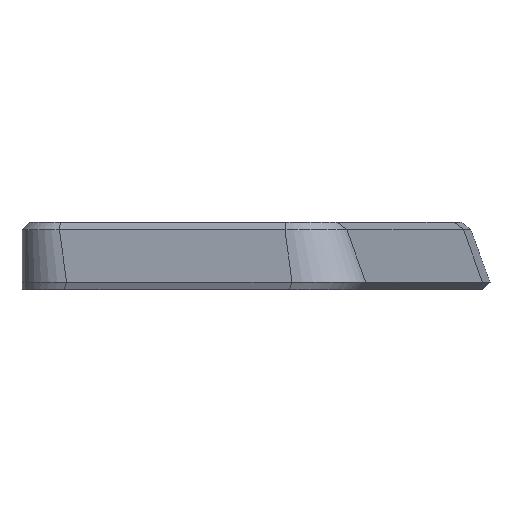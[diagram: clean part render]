
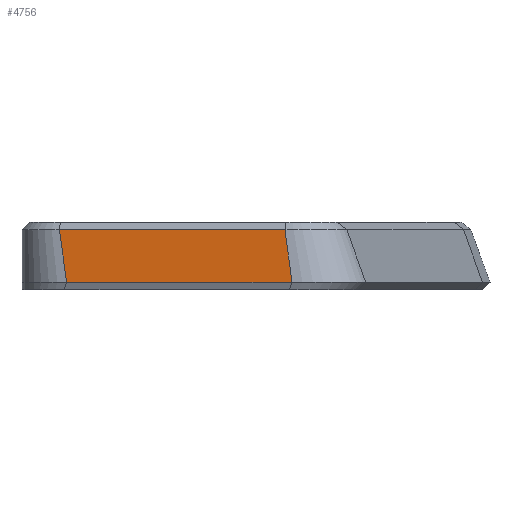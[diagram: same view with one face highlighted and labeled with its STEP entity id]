
A CAD part, left-side view. The second image highlights one B-rep face of the part: STEP entity #4756.
In plain terms, the highlighted free-form (B-spline) face has degree [1, 1] with [2, 2] control points.
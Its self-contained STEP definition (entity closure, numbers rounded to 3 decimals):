
#1173 = VERTEX_POINT('',#1174);
#1174 = CARTESIAN_POINT('',(-130.187,93.687,9.));
#1249 = VERTEX_POINT('',#1250);
#1250 = CARTESIAN_POINT('',(-146.848,31.508,9.));
#1255 = EDGE_CURVE('',#1249,#1173,#1256,.T.);
#1256 = LINE('',#1257,#1258);
#1257 = CARTESIAN_POINT('',(-146.848,31.508,9.));
#1258 = VECTOR('',#1259,1.);
#1259 = DIRECTION('',(0.259,0.966,0.));
#4685 = EDGE_CURVE('',#1173,#4686,#4688,.T.);
#4686 = VERTEX_POINT('',#4687);
#4687 = CARTESIAN_POINT('',(-132.776,91.7,-5.6));
#4688 = B_SPLINE_CURVE_WITH_KNOTS('',1,(#4689,#4690),.UNSPECIFIED.,.F.,
  .F.,(2,2),(0.,1.),.PIECEWISE_BEZIER_KNOTS.);
#4689 = CARTESIAN_POINT('',(-130.187,93.687,9.));
#4690 = CARTESIAN_POINT('',(-132.776,91.7,-5.6));
#4756 = ADVANCED_FACE('',(#4757),#4774,.F.);
#4757 = FACE_BOUND('',#4758,.F.);
#4758 = EDGE_LOOP('',(#4759,#4760,#4767,#4773));
#4759 = ORIENTED_EDGE('',*,*,#1255,.F.);
#4760 = ORIENTED_EDGE('',*,*,#4761,.T.);
#4761 = EDGE_CURVE('',#1249,#4762,#4764,.T.);
#4762 = VERTEX_POINT('',#4763);
#4763 = CARTESIAN_POINT('',(-149.437,29.521,-5.6));
#4764 = B_SPLINE_CURVE_WITH_KNOTS('',1,(#4765,#4766),.UNSPECIFIED.,.F.,
  .F.,(2,2),(0.,1.),.PIECEWISE_BEZIER_KNOTS.);
#4765 = CARTESIAN_POINT('',(-146.848,31.508,9.));
#4766 = CARTESIAN_POINT('',(-149.437,29.521,-5.6));
#4767 = ORIENTED_EDGE('',*,*,#4768,.T.);
#4768 = EDGE_CURVE('',#4762,#4686,#4769,.T.);
#4769 = LINE('',#4770,#4771);
#4770 = CARTESIAN_POINT('',(-149.437,29.521,-5.6));
#4771 = VECTOR('',#4772,1.);
#4772 = DIRECTION('',(0.259,0.966,0.));
#4773 = ORIENTED_EDGE('',*,*,#4685,.F.);
#4774 = B_SPLINE_SURFACE_WITH_KNOTS('',1,1,(
    (#4775,#4776)
    ,(#4777,#4778
    )),.UNSPECIFIED.,.F.,.F.,.F.,(2,2),(2,2),(-64.372,0.),(0.,1.
    ),.PIECEWISE_BEZIER_KNOTS.);
#4775 = CARTESIAN_POINT('',(-130.187,93.687,9.));
#4776 = CARTESIAN_POINT('',(-132.776,91.7,-5.6));
#4777 = CARTESIAN_POINT('',(-146.848,31.508,9.));
#4778 = CARTESIAN_POINT('',(-149.437,29.521,-5.6));
